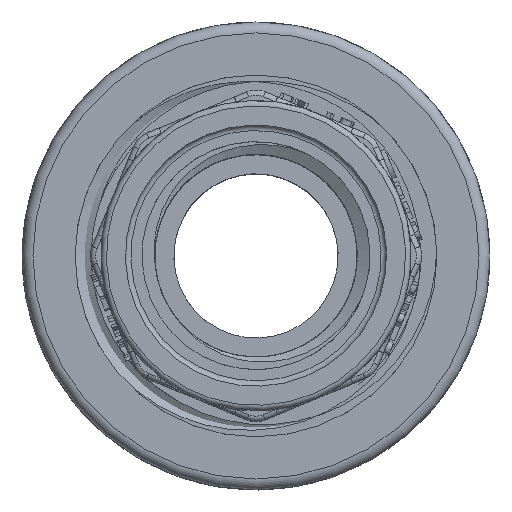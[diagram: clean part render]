
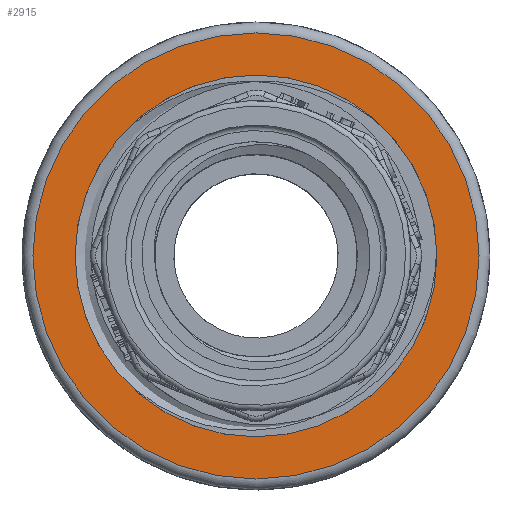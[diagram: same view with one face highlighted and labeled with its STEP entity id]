
A CAD part, top view. The second image highlights one B-rep face of the part: STEP entity #2915.
In plain terms, the highlighted planar face has unit normal (0, 0, 1).
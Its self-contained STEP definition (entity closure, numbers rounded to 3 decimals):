
#2915=ADVANCED_FACE('',(#6229,#6230),#4699,.T.);
#4699=PLANE('',#36342);
#6229=FACE_BOUND('',#7182,.T.);
#6230=FACE_BOUND('',#7183,.T.);
#7182=EDGE_LOOP('',(#21625));
#7183=EDGE_LOOP('',(#21626));
#21625=ORIENTED_EDGE('',*,*,#32869,.T.);
#21626=ORIENTED_EDGE('',*,*,#32870,.T.);
#28788=VERTEX_POINT('',#52452);
#28789=VERTEX_POINT('',#52454);
#32869=EDGE_CURVE('',#28788,#28788,#35241,.T.);
#32870=EDGE_CURVE('',#28789,#28789,#35242,.T.);
#35241=CIRCLE('',#36340,16.625);
#35242=CIRCLE('',#36341,20.5);
#36340=AXIS2_PLACEMENT_3D('',#52451,#41826,#41827);
#36341=AXIS2_PLACEMENT_3D('',#52453,#41828,#41829);
#36342=AXIS2_PLACEMENT_3D('',#52455,#41830,#41831);
#41826=DIRECTION('',(0.,0.,-1.));
#41827=DIRECTION('',(1.,0.,0.));
#41828=DIRECTION('',(0.,0.,1.));
#41829=DIRECTION('',(1.,0.,0.));
#41830=DIRECTION('',(0.,0.,1.));
#41831=DIRECTION('',(-1.,0.,0.));
#52451=CARTESIAN_POINT('',(0.,-56.,30.));
#52452=CARTESIAN_POINT('',(16.625,-56.,30.));
#52453=CARTESIAN_POINT('',(0.,-56.,30.));
#52454=CARTESIAN_POINT('',(20.5,-56.,30.));
#52455=CARTESIAN_POINT('',(0.,-56.,30.));
